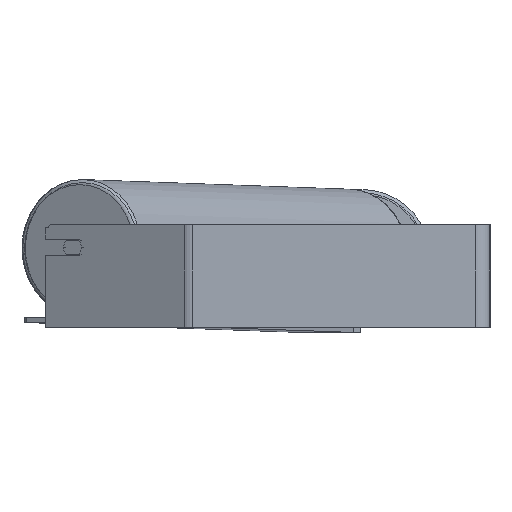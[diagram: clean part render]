
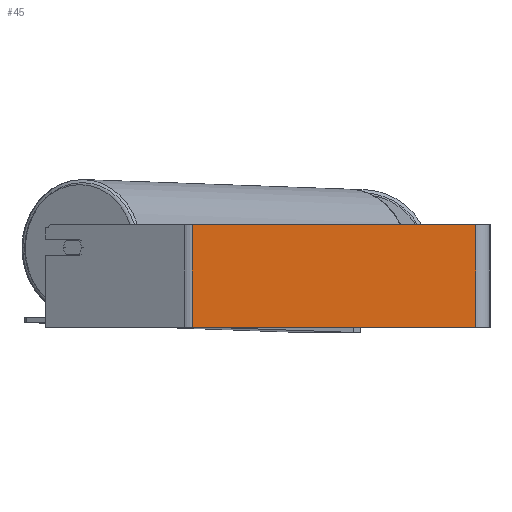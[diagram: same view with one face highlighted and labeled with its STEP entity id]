
A CAD part, left-side view. The second image highlights one B-rep face of the part: STEP entity #45.
In plain terms, the highlighted planar face has unit normal (-1, 0, 0).
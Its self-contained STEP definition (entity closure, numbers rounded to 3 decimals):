
#45 = ADVANCED_FACE ( 'NONE', ( #6311 ), #1999, .F. ) ;
#425 = DIRECTION ( 'NONE',  ( 0., -1., 0. ) ) ;
#518 = DIRECTION ( 'NONE',  ( 0., 0., -1. ) ) ;
#532 = VECTOR ( 'NONE', #1963, 1000. ) ;
#784 = CARTESIAN_POINT ( 'NONE',  ( -840., 290.764, -50. ) ) ;
#1369 = LINE ( 'NONE', #2942, #1665 ) ;
#1415 = EDGE_CURVE ( 'NONE', #8109, #6380, #3382, .T. ) ;
#1589 = LINE ( 'NONE', #7939, #4521 ) ;
#1665 = VECTOR ( 'NONE', #4265, 1000. ) ;
#1963 = DIRECTION ( 'NONE',  ( 0., 0., -1. ) ) ;
#1999 = PLANE ( 'NONE',  #4590 ) ;
#2041 = DIRECTION ( 'NONE',  ( 1., 0., 0. ) ) ;
#2388 = ORIENTED_EDGE ( 'NONE', *, *, #6386, .F. ) ;
#2474 = LINE ( 'NONE', #3231, #7525 ) ;
#2588 = ORIENTED_EDGE ( 'NONE', *, *, #4664, .T. ) ;
#2739 = ORIENTED_EDGE ( 'NONE', *, *, #7591, .F. ) ;
#2942 = CARTESIAN_POINT ( 'NONE',  ( -840., 294.516, 50. ) ) ;
#3213 = CARTESIAN_POINT ( 'NONE',  ( -840., 14., 50. ) ) ;
#3231 = CARTESIAN_POINT ( 'NONE',  ( -840., 294.516, -50. ) ) ;
#3382 = LINE ( 'NONE', #8352, #532 ) ;
#3696 = DIRECTION ( 'NONE',  ( 0., 0., -1. ) ) ;
#4265 = DIRECTION ( 'NONE',  ( 0., -1., 0. ) ) ;
#4521 = VECTOR ( 'NONE', #3696, 1000. ) ;
#4590 = AXIS2_PLACEMENT_3D ( 'NONE', #7014, #2041, #518 ) ;
#4664 = EDGE_CURVE ( 'NONE', #6380, #7875, #2474, .T. ) ;
#5123 = EDGE_LOOP ( 'NONE', ( #2588, #2388, #2739, #7407 ) ) ;
#6311 = FACE_OUTER_BOUND ( 'NONE', #5123, .T. ) ;
#6380 = VERTEX_POINT ( 'NONE', #784 ) ;
#6386 = EDGE_CURVE ( 'NONE', #8758, #7875, #1589, .T. ) ;
#7014 = CARTESIAN_POINT ( 'NONE',  ( -840., 294.516, 50. ) ) ;
#7407 = ORIENTED_EDGE ( 'NONE', *, *, #1415, .T. ) ;
#7525 = VECTOR ( 'NONE', #425, 1000. ) ;
#7591 = EDGE_CURVE ( 'NONE', #8109, #8758, #1369, .T. ) ;
#7875 = VERTEX_POINT ( 'NONE', #8428 ) ;
#7902 = CARTESIAN_POINT ( 'NONE',  ( -840., 290.764, 50. ) ) ;
#7939 = CARTESIAN_POINT ( 'NONE',  ( -840., 14., 50. ) ) ;
#8109 = VERTEX_POINT ( 'NONE', #7902 ) ;
#8352 = CARTESIAN_POINT ( 'NONE',  ( -840., 290.764, 50. ) ) ;
#8428 = CARTESIAN_POINT ( 'NONE',  ( -840., 14., -50. ) ) ;
#8758 = VERTEX_POINT ( 'NONE', #3213 ) ;
